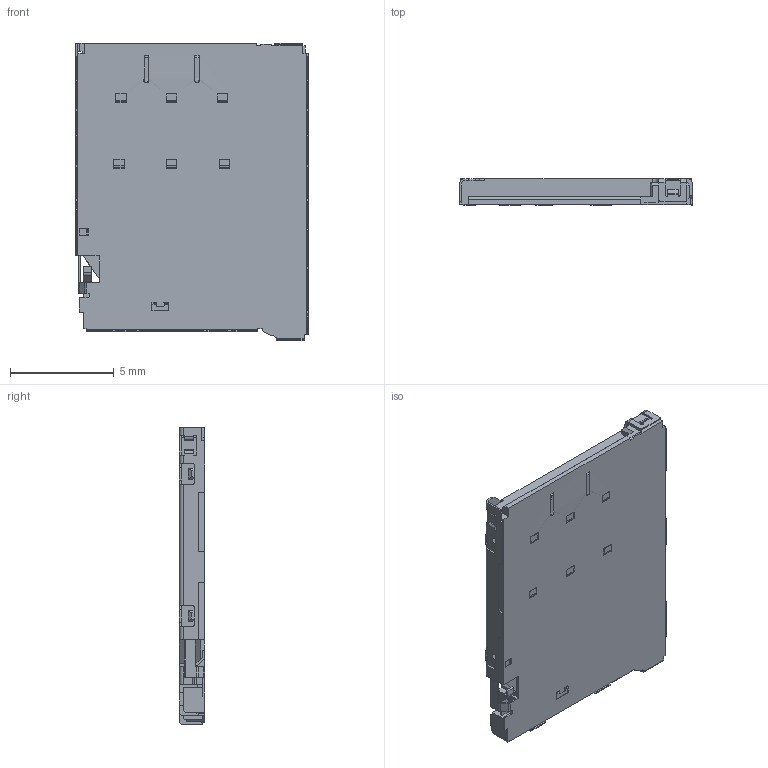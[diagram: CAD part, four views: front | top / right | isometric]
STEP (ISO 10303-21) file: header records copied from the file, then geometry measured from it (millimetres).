
FILE_DESCRIPTION (( 'STEP AP203' ), '1' );
FILE_NAME ('K3D-SF72S006VBD-V1_JAE_Proprietary.STEP', '2017-03-10T00:13:39', ( '' ), ( '' ), 'SwSTEP 2.0', 'SolidWorks 2014', '' );
FILE_SCHEMA (( 'CONFIG_CONTROL_DESIGN' ));
Length unit declared in the file: millimetre
Products named in the file (1): K3D-SF72S006VBD-V1_JAE_Proprietary
Bounding box: 11.22 x 1.25 x 14.35 mm (x, y, z)
Volume: 181.6 mm3; surface area: 390.6 mm2
Topology: 1 solids, 1 shells, 517 faces, 1469 edges, 969 vertices
Faces by surface type: plane 404, cylinder 109, cone 4
Entity records: 16750 total; most frequent: CARTESIAN_POINT 3193, ORIENTED_EDGE 2938, DIRECTION 2604, EDGE_CURVE 1469, VECTOR 1236, LINE 1236, VERTEX_POINT 969, AXIS2_PLACEMENT_3D 684
